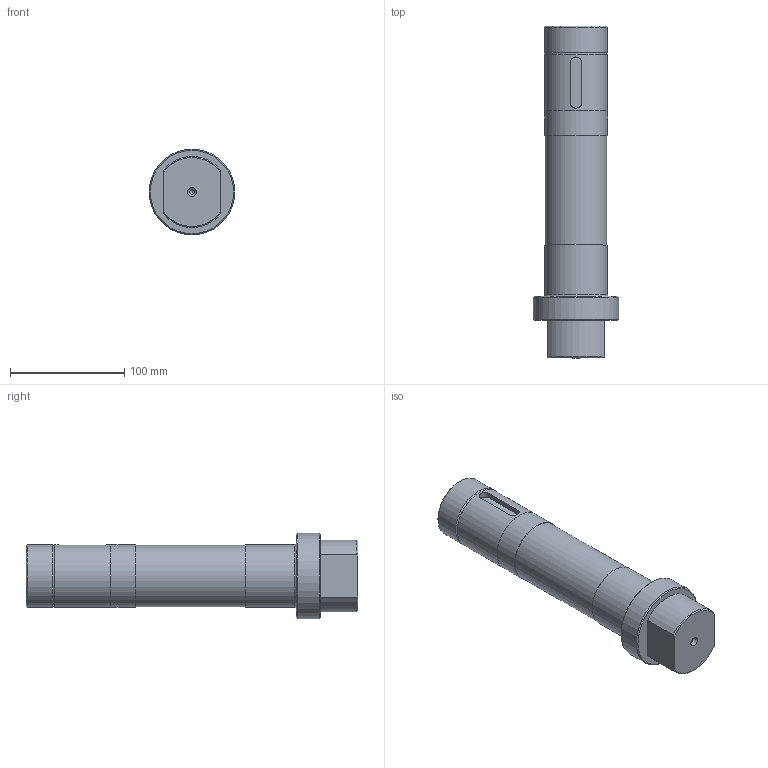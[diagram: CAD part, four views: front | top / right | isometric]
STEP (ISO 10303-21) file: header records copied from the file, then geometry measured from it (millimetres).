
FILE_DESCRIPTION(/* description */ (''),/* implementation_level */ '2;1');
FILE_NAME(/* name */ '674467.stp',/* time_stamp */ '2024-08-23T14:24:58-03:00',/* author */ (''),/* organization */ (''),/* preprocessor_version */ 'ST-DEVELOPER v16.7',/* originating_system */ 'SIEMENS PLM Software NX 12.0',/* authorisation */ '');
FILE_SCHEMA (('AUTOMOTIVE_DESIGN { 1 0 10303 214 3 1 1 1 }'));
Length unit declared in the file: millimetre
Products named in the file (1): 674467_step
Bounding box: 75 x 291 x 75 mm (x, y, z)
Volume: 734340.1 mm3; surface area: 61173.4 mm2
Topology: 1 solids, 1 shells, 36 faces, 76 edges, 49 vertices
Faces by surface type: plane 13, cylinder 12, cone 9, torus 2
Full cylindrical faces by diameter (mm): 4 x2, 54 x1, 54.9 x1, 55 x3, 75 x1
Entity records: 882 total; most frequent: CARTESIAN_POINT 165, DIRECTION 152, ORIENTED_EDGE 106, AXIS2_PLACEMENT_3D 68, EDGE_LOOP 60, EDGE_CURVE 53, FACE_BOUND 51, VERTEX_POINT 45
